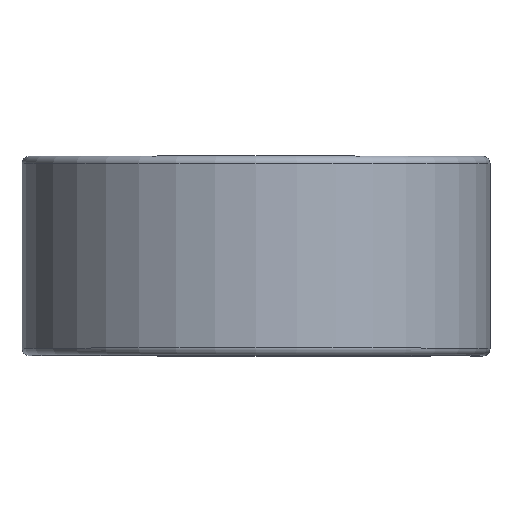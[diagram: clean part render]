
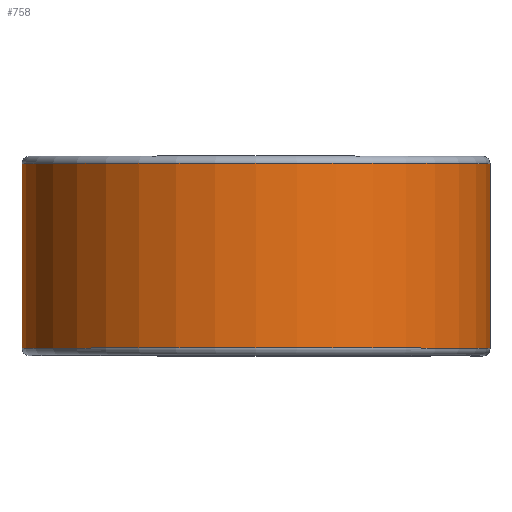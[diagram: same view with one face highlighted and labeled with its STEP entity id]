
A CAD part, top view. The second image highlights one B-rep face of the part: STEP entity #758.
In plain terms, the highlighted cylindrical face has radius 24.232 mm (diameter 48.463 mm), a partial arc.
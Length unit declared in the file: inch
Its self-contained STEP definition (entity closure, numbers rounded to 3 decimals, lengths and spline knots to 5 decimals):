
#57 = EDGE_CURVE ( 'NONE', #728, #962, #1610, .T. ) ;
#88 = DIRECTION ( 'NONE',  ( 0., 1., 0. ) ) ;
#90 = DIRECTION ( 'NONE',  ( 0., -1., 0. ) ) ;
#123 = AXIS2_PLACEMENT_3D ( 'NONE', #1106, #560, #1252 ) ;
#284 = EDGE_CURVE ( 'NONE', #446, #2157, #2333, .T. ) ;
#337 = ORIENTED_EDGE ( 'NONE', *, *, #57, .T. ) ;
#412 = AXIS2_PLACEMENT_3D ( 'NONE', #902, #2134, #1096 ) ;
#446 = VERTEX_POINT ( 'NONE', #1029 ) ;
#560 = DIRECTION ( 'NONE',  ( 0., -1., 0. ) ) ;
#607 = CIRCLE ( 'NONE', #412, 0.954 ) ;
#627 = CYLINDRICAL_SURFACE ( 'NONE', #123, 0.954 ) ;
#663 = CIRCLE ( 'NONE', #887, 0.954 ) ;
#728 = VERTEX_POINT ( 'NONE', #1499 ) ;
#758 = ADVANCED_FACE ( 'NONE', ( #1355 ), #627, .T. ) ;
#887 = AXIS2_PLACEMENT_3D ( 'NONE', #1268, #90, #1450 ) ;
#902 = CARTESIAN_POINT ( 'NONE',  ( 0., -0.37625, 0. ) ) ;
#962 = VERTEX_POINT ( 'NONE', #2238 ) ;
#1029 = CARTESIAN_POINT ( 'NONE',  ( 0., -0.37625, -0.954 ) ) ;
#1054 = DIRECTION ( 'NONE',  ( 0., 1., 0. ) ) ;
#1096 = DIRECTION ( 'NONE',  ( 0., 0., -1. ) ) ;
#1106 = CARTESIAN_POINT ( 'NONE',  ( 0., 0.375, 0. ) ) ;
#1124 = EDGE_CURVE ( 'NONE', #962, #2157, #663, .T. ) ;
#1252 = DIRECTION ( 'NONE',  ( 0., 0., -1. ) ) ;
#1268 = CARTESIAN_POINT ( 'NONE',  ( 0., 0.37625, 0. ) ) ;
#1288 = ORIENTED_EDGE ( 'NONE', *, *, #284, .F. ) ;
#1355 = FACE_OUTER_BOUND ( 'NONE', #2046, .T. ) ;
#1450 = DIRECTION ( 'NONE',  ( 0., 0., -1. ) ) ;
#1454 = VECTOR ( 'NONE', #88, 39.37008 ) ;
#1499 = CARTESIAN_POINT ( 'NONE',  ( 0.954, -0.37625, 0. ) ) ;
#1610 = LINE ( 'NONE', #1759, #2026 ) ;
#1674 = CARTESIAN_POINT ( 'NONE',  ( 0., 0.37625, -0.954 ) ) ;
#1695 = CARTESIAN_POINT ( 'NONE',  ( 0., 0.37625, -0.954 ) ) ;
#1759 = CARTESIAN_POINT ( 'NONE',  ( 0.954, 0.37625, 0. ) ) ;
#1833 = ORIENTED_EDGE ( 'NONE', *, *, #1124, .T. ) ;
#2026 = VECTOR ( 'NONE', #1054, 39.37008 ) ;
#2046 = EDGE_LOOP ( 'NONE', ( #337, #1833, #1288, #2142 ) ) ;
#2134 = DIRECTION ( 'NONE',  ( 0., -1., 0. ) ) ;
#2142 = ORIENTED_EDGE ( 'NONE', *, *, #2406, .F. ) ;
#2157 = VERTEX_POINT ( 'NONE', #1695 ) ;
#2238 = CARTESIAN_POINT ( 'NONE',  ( 0.954, 0.37625, 0. ) ) ;
#2333 = LINE ( 'NONE', #1674, #1454 ) ;
#2406 = EDGE_CURVE ( 'NONE', #728, #446, #607, .T. ) ;
